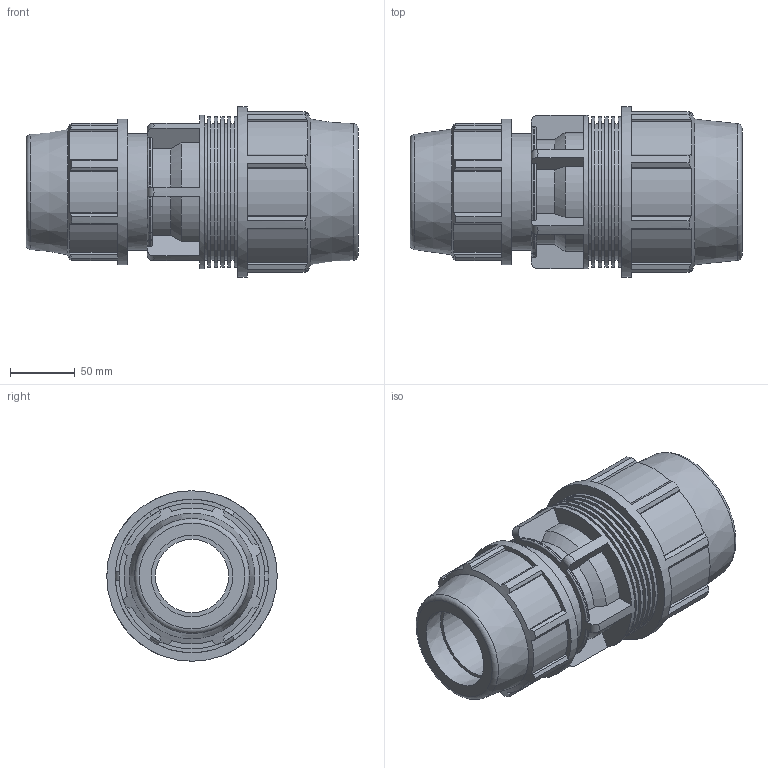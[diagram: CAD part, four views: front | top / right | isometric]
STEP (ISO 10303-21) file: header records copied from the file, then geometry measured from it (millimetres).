
FILE_DESCRIPTION(/* description */ ('PLASSON REDUCING COUPLER 75-63'),/* implementation_level */ '2;1');
FILE_NAME(/* name */ '871100075063_181100075063.ipt.stp',/* time_stamp */ '2017-06-08T04:11:38+03:00',/* author */ ('KIM'),/* organization */ (''),/* preprocessor_version */ 'ST-DEVELOPER v15.6',/* originating_system */ 'Autodesk Inventor 2015',/* authorisation */ '');
FILE_SCHEMA (('AUTOMOTIVE_DESIGN { 1 0 10303 214 3 1 1 }'));
Length unit declared in the file: millimetre
Products named in the file (1): 871100075063_181100075063
Bounding box: 257 x 132 x 132 mm (x, y, z)
Volume: 1351630.7 mm3; surface area: 201855.9 mm2
Topology: 1 solids, 1 shells, 207 faces, 566 edges, 378 vertices
Faces by surface type: plane 123, cylinder 56, cone 14, torus 14
Full cylindrical faces by diameter (mm): 63 x1, 75 x1, 90.4 x1, 105.6 x5, 113 x1, 116.424 x5, 118.8 x1, 132 x1
Entity records: 6775 total; most frequent: CARTESIAN_POINT 1454, ORIENTED_EDGE 1068, DIRECTION 1042, EDGE_CURVE 534, AXIS2_PLACEMENT_3D 380, VERTEX_POINT 372, LINE 282, VECTOR 282
